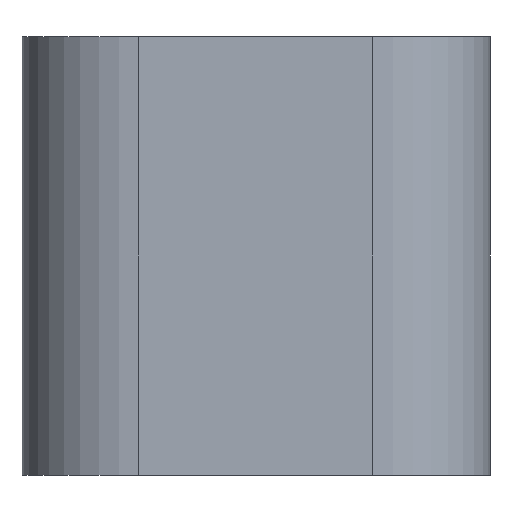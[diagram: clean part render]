
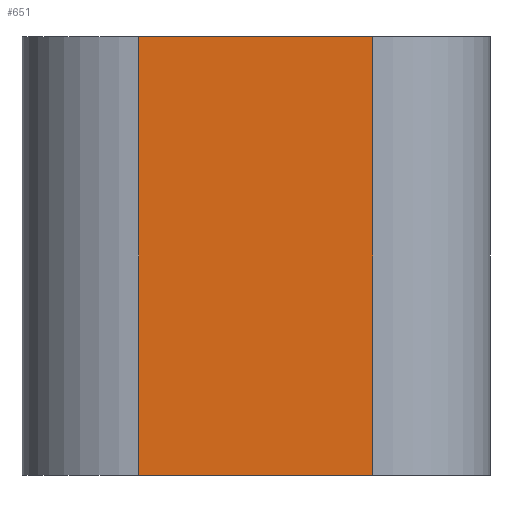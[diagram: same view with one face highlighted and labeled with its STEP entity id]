
A CAD part, left-side view. The second image highlights one B-rep face of the part: STEP entity #651.
In plain terms, the highlighted planar face has unit normal (-1, 0, 0).
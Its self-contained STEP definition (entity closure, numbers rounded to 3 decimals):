
#26=PLANE('',#726);
#55=FACE_OUTER_BOUND('',#89,.T.);
#89=EDGE_LOOP('',(#537,#538,#539,#540));
#125=LINE('',#1023,#189);
#150=LINE('',#1096,#214);
#151=LINE('',#1099,#215);
#152=LINE('',#1100,#216);
#189=VECTOR('',#813,10.);
#214=VECTOR('',#892,10.);
#215=VECTOR('',#895,10.);
#216=VECTOR('',#896,10.);
#294=VERTEX_POINT('',#1020);
#295=VERTEX_POINT('',#1022);
#316=VERTEX_POINT('',#1094);
#317=VERTEX_POINT('',#1098);
#364=EDGE_CURVE('',#295,#294,#125,.T.);
#401=EDGE_CURVE('',#294,#316,#150,.T.);
#402=EDGE_CURVE('',#317,#316,#151,.T.);
#403=EDGE_CURVE('',#295,#317,#152,.T.);
#537=ORIENTED_EDGE('',*,*,#364,.T.);
#538=ORIENTED_EDGE('',*,*,#401,.T.);
#539=ORIENTED_EDGE('',*,*,#402,.F.);
#540=ORIENTED_EDGE('',*,*,#403,.F.);
#651=ADVANCED_FACE('',(#55),#26,.T.);
#726=AXIS2_PLACEMENT_3D('',#1097,#893,#894);
#813=DIRECTION('',(0.,-1.,0.));
#892=DIRECTION('',(0.,0.,1.));
#893=DIRECTION('center_axis',(-1.,0.,0.));
#894=DIRECTION('ref_axis',(0.,-1.,0.));
#895=DIRECTION('',(0.,-1.,0.));
#896=DIRECTION('',(0.,0.,1.));
#1020=CARTESIAN_POINT('',(-12.,-3.,0.));
#1022=CARTESIAN_POINT('',(-12.,3.,0.));
#1023=CARTESIAN_POINT('',(-12.,3.,0.));
#1094=CARTESIAN_POINT('',(-12.,-3.,11.25));
#1096=CARTESIAN_POINT('',(-12.,-3.,0.));
#1097=CARTESIAN_POINT('Origin',(-12.,3.,0.));
#1098=CARTESIAN_POINT('',(-12.,3.,11.25));
#1099=CARTESIAN_POINT('',(-12.,3.,11.25));
#1100=CARTESIAN_POINT('',(-12.,3.,0.));
